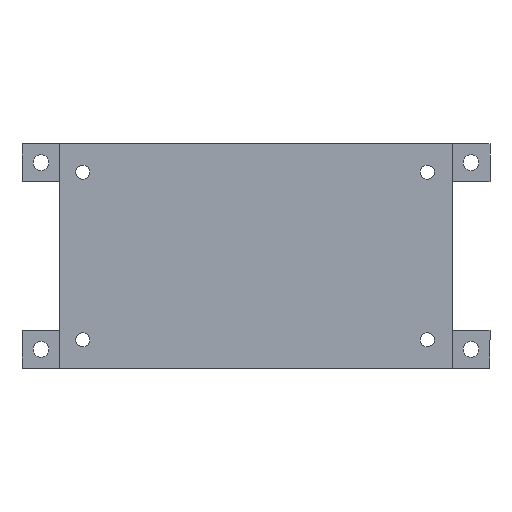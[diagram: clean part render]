
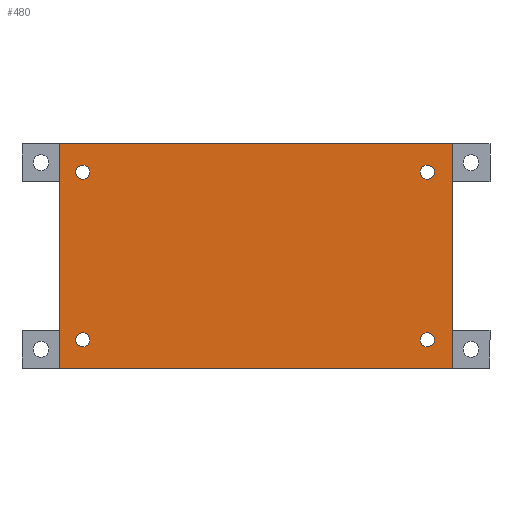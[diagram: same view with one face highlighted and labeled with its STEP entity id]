
A CAD part, front view. The second image highlights one B-rep face of the part: STEP entity #480.
In plain terms, the highlighted planar face has unit normal (0, -1, 0).
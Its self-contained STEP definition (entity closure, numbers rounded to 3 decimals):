
#4 = EDGE_CURVE ( 'NONE', #107, #2780, #2709, .T. ) ;
#30 = CARTESIAN_POINT ( 'NONE',  ( 122., 0., 2. ) ) ;
#87 = CARTESIAN_POINT ( 'NONE',  ( 5.204, 0., -7. ) ) ;
#91 = PLANE ( 'NONE',  #1070 ) ;
#101 = EDGE_LOOP ( 'NONE', ( #461, #2840 ) ) ;
#107 = VERTEX_POINT ( 'NONE', #2170 ) ;
#169 = FACE_BOUND ( 'NONE', #2160, .T. ) ;
#172 = ORIENTED_EDGE ( 'NONE', *, *, #702, .F. ) ;
#258 = LINE ( 'NONE', #1313, #2175 ) ;
#308 = VERTEX_POINT ( 'NONE', #1363 ) ;
#323 = DIRECTION ( 'NONE',  ( 0., 1., 0. ) ) ;
#373 = DIRECTION ( 'NONE',  ( 0., 0., 1. ) ) ;
#454 = CIRCLE ( 'NONE', #2244, 2.25 ) ;
#461 = ORIENTED_EDGE ( 'NONE', *, *, #1494, .T. ) ;
#480 = ADVANCED_FACE ( 'NONE', ( #169, #1662, #1947, #829, #1045 ), #91, .F. ) ;
#502 = VECTOR ( 'NONE', #1986, 1000. ) ;
#560 = CARTESIAN_POINT ( 'NONE',  ( 5.204, 0., -7. ) ) ;
#633 = ORIENTED_EDGE ( 'NONE', *, *, #2830, .T. ) ;
#644 = VERTEX_POINT ( 'NONE', #1995 ) ;
#650 = AXIS2_PLACEMENT_3D ( 'NONE', #87, #2793, #994 ) ;
#695 = DIRECTION ( 'NONE',  ( 0., 0., 1. ) ) ;
#702 = EDGE_CURVE ( 'NONE', #1007, #107, #1727, .T. ) ;
#704 = VERTEX_POINT ( 'NONE', #2705 ) ;
#726 = VECTOR ( 'NONE', #1919, 1000. ) ;
#733 = DIRECTION ( 'NONE',  ( 0., 1., 0. ) ) ;
#802 = DIRECTION ( 'NONE',  ( 0., 0., 1. ) ) ;
#829 = FACE_BOUND ( 'NONE', #101, .T. ) ;
#852 = CARTESIAN_POINT ( 'NONE',  ( 114.204, 0., -60. ) ) ;
#868 = CARTESIAN_POINT ( 'NONE',  ( 5.204, 0., -4.75 ) ) ;
#916 = VERTEX_POINT ( 'NONE', #2580 ) ;
#959 = AXIS2_PLACEMENT_3D ( 'NONE', #852, #1280, #1309 ) ;
#982 = CARTESIAN_POINT ( 'NONE',  ( 0., 0., 0. ) ) ;
#994 = DIRECTION ( 'NONE',  ( 0., 0., 1. ) ) ;
#1007 = VERTEX_POINT ( 'NONE', #2395 ) ;
#1024 = EDGE_LOOP ( 'NONE', ( #1144, #1174, #172, #2581 ) ) ;
#1027 = CARTESIAN_POINT ( 'NONE',  ( 122., 0., 2. ) ) ;
#1037 = EDGE_CURVE ( 'NONE', #2091, #1364, #1587, .T. ) ;
#1045 = FACE_OUTER_BOUND ( 'NONE', #1024, .T. ) ;
#1070 = AXIS2_PLACEMENT_3D ( 'NONE', #982, #1231, #1441 ) ;
#1144 = ORIENTED_EDGE ( 'NONE', *, *, #2009, .F. ) ;
#1155 = DIRECTION ( 'NONE',  ( 0., 1., 0. ) ) ;
#1174 = ORIENTED_EDGE ( 'NONE', *, *, #4, .F. ) ;
#1189 = AXIS2_PLACEMENT_3D ( 'NONE', #1628, #733, #695 ) ;
#1231 = DIRECTION ( 'NONE',  ( 0., 1., 0. ) ) ;
#1248 = DIRECTION ( 'NONE',  ( 0., 0., 1. ) ) ;
#1280 = DIRECTION ( 'NONE',  ( 0., 1., 0. ) ) ;
#1309 = DIRECTION ( 'NONE',  ( 0., 0., 1. ) ) ;
#1313 = CARTESIAN_POINT ( 'NONE',  ( -2., 0., 2. ) ) ;
#1326 = CIRCLE ( 'NONE', #1499, 2.25 ) ;
#1341 = AXIS2_PLACEMENT_3D ( 'NONE', #1608, #1155, #1380 ) ;
#1360 = CIRCLE ( 'NONE', #1341, 2.25 ) ;
#1363 = CARTESIAN_POINT ( 'NONE',  ( 114.204, 0., -57.75 ) ) ;
#1364 = VERTEX_POINT ( 'NONE', #2115 ) ;
#1380 = DIRECTION ( 'NONE',  ( 0., 0., 1. ) ) ;
#1386 = DIRECTION ( 'NONE',  ( 0., 1., 0. ) ) ;
#1418 = AXIS2_PLACEMENT_3D ( 'NONE', #2763, #1386, #2074 ) ;
#1441 = DIRECTION ( 'NONE',  ( 0., 0., 1. ) ) ;
#1494 = EDGE_CURVE ( 'NONE', #2848, #916, #1583, .T. ) ;
#1499 = AXIS2_PLACEMENT_3D ( 'NONE', #1753, #1981, #373 ) ;
#1501 = CARTESIAN_POINT ( 'NONE',  ( -2., 0., 2. ) ) ;
#1506 = CIRCLE ( 'NONE', #650, 2.25 ) ;
#1583 = CIRCLE ( 'NONE', #1418, 2.25 ) ;
#1587 = CIRCLE ( 'NONE', #2485, 2.25 ) ;
#1605 = ORIENTED_EDGE ( 'NONE', *, *, #1037, .T. ) ;
#1608 = CARTESIAN_POINT ( 'NONE',  ( 114.204, 0., -60. ) ) ;
#1628 = CARTESIAN_POINT ( 'NONE',  ( 114.204, 0., -7. ) ) ;
#1662 = FACE_BOUND ( 'NONE', #1879, .T. ) ;
#1699 = ORIENTED_EDGE ( 'NONE', *, *, #2079, .T. ) ;
#1727 = LINE ( 'NONE', #2015, #502 ) ;
#1753 = CARTESIAN_POINT ( 'NONE',  ( 114.204, 0., -7. ) ) ;
#1856 = DIRECTION ( 'NONE',  ( 0., 0., -1. ) ) ;
#1879 = EDGE_LOOP ( 'NONE', ( #1699, #1953 ) ) ;
#1906 = EDGE_LOOP ( 'NONE', ( #1605, #2713 ) ) ;
#1919 = DIRECTION ( 'NONE',  ( 0., 0., 1. ) ) ;
#1928 = CARTESIAN_POINT ( 'NONE',  ( 114.204, 0., -4.75 ) ) ;
#1947 = FACE_BOUND ( 'NONE', #1906, .T. ) ;
#1953 = ORIENTED_EDGE ( 'NONE', *, *, #2252, .T. ) ;
#1964 = CARTESIAN_POINT ( 'NONE',  ( 5.204, 0., -57.75 ) ) ;
#1965 = EDGE_CURVE ( 'NONE', #308, #644, #1360, .T. ) ;
#1981 = DIRECTION ( 'NONE',  ( 0., 1., 0. ) ) ;
#1986 = DIRECTION ( 'NONE',  ( -1., 0., 0. ) ) ;
#1995 = CARTESIAN_POINT ( 'NONE',  ( 114.204, 0., -62.25 ) ) ;
#2009 = EDGE_CURVE ( 'NONE', #2780, #2451, #258, .T. ) ;
#2015 = CARTESIAN_POINT ( 'NONE',  ( -2., 0., -69. ) ) ;
#2074 = DIRECTION ( 'NONE',  ( 0., 0., 1. ) ) ;
#2079 = EDGE_CURVE ( 'NONE', #2761, #704, #1326, .T. ) ;
#2091 = VERTEX_POINT ( 'NONE', #868 ) ;
#2115 = CARTESIAN_POINT ( 'NONE',  ( 5.204, 0., -9.25 ) ) ;
#2160 = EDGE_LOOP ( 'NONE', ( #2241, #633 ) ) ;
#2170 = CARTESIAN_POINT ( 'NONE',  ( -2., 0., -69. ) ) ;
#2175 = VECTOR ( 'NONE', #2916, 1000. ) ;
#2241 = ORIENTED_EDGE ( 'NONE', *, *, #1965, .T. ) ;
#2244 = AXIS2_PLACEMENT_3D ( 'NONE', #2374, #2613, #1248 ) ;
#2252 = EDGE_CURVE ( 'NONE', #704, #2761, #2390, .T. ) ;
#2272 = EDGE_CURVE ( 'NONE', #2451, #1007, #2764, .T. ) ;
#2319 = VECTOR ( 'NONE', #1856, 1000. ) ;
#2342 = EDGE_CURVE ( 'NONE', #1364, #2091, #1506, .T. ) ;
#2374 = CARTESIAN_POINT ( 'NONE',  ( 5.204, 0., -60. ) ) ;
#2390 = CIRCLE ( 'NONE', #1189, 2.25 ) ;
#2395 = CARTESIAN_POINT ( 'NONE',  ( 122., 0., -69. ) ) ;
#2398 = EDGE_CURVE ( 'NONE', #916, #2848, #454, .T. ) ;
#2451 = VERTEX_POINT ( 'NONE', #1027 ) ;
#2485 = AXIS2_PLACEMENT_3D ( 'NONE', #560, #323, #802 ) ;
#2580 = CARTESIAN_POINT ( 'NONE',  ( 5.204, 0., -62.25 ) ) ;
#2581 = ORIENTED_EDGE ( 'NONE', *, *, #2272, .F. ) ;
#2613 = DIRECTION ( 'NONE',  ( 0., 1., 0. ) ) ;
#2705 = CARTESIAN_POINT ( 'NONE',  ( 114.204, 0., -9.25 ) ) ;
#2709 = LINE ( 'NONE', #1501, #726 ) ;
#2713 = ORIENTED_EDGE ( 'NONE', *, *, #2342, .T. ) ;
#2757 = CIRCLE ( 'NONE', #959, 2.25 ) ;
#2761 = VERTEX_POINT ( 'NONE', #1928 ) ;
#2763 = CARTESIAN_POINT ( 'NONE',  ( 5.204, 0., -60. ) ) ;
#2764 = LINE ( 'NONE', #30, #2319 ) ;
#2780 = VERTEX_POINT ( 'NONE', #2847 ) ;
#2793 = DIRECTION ( 'NONE',  ( 0., 1., 0. ) ) ;
#2830 = EDGE_CURVE ( 'NONE', #644, #308, #2757, .T. ) ;
#2840 = ORIENTED_EDGE ( 'NONE', *, *, #2398, .T. ) ;
#2847 = CARTESIAN_POINT ( 'NONE',  ( -2., 0., 2. ) ) ;
#2848 = VERTEX_POINT ( 'NONE', #1964 ) ;
#2916 = DIRECTION ( 'NONE',  ( 1., 0., 0. ) ) ;
